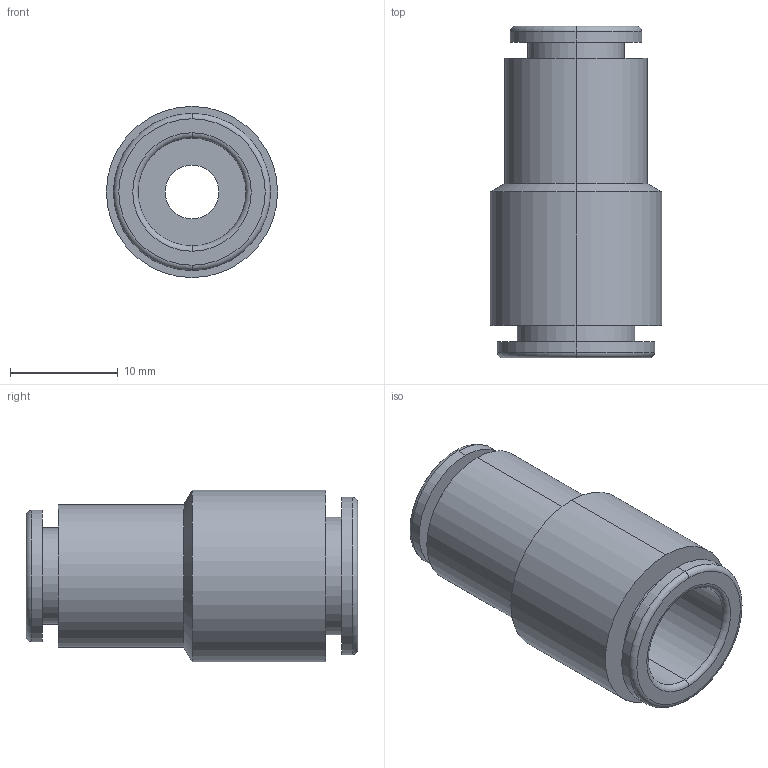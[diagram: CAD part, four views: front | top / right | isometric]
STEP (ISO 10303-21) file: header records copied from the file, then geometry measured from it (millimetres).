
FILE_DESCRIPTION (( 'STEP AP214' ), '1' );
FILE_NAME ('KQ2H08-10A.step.step', '2016-01-12T17:20:39', ( 'Windows User' ), ( '' ), 'SwSTEP 2.0', 'SolidWorks 2016', '' );
FILE_SCHEMA (( 'AUTOMOTIVE_DESIGN' ));
Length unit declared in the file: millimetre
Products named in the file (2): KQ2H08-10A.step; KQ2H08-10A.step_KQ2H-metric_KQ2H08-10A
Assembly tree (1 placements, depth 2):
  KQ2H08-10A.step
    KQ2H08-10A.step_KQ2H-metric_KQ2H08-10A
Bounding box: 15.9 x 30.8 x 15.9 mm (x, y, z)
Volume: 2878.2 mm3; surface area: 2775.7 mm2
Topology: 1 solids, 1 shells, 36 faces, 72 edges, 44 vertices
Faces by surface type: cylinder 18, torus 8, plane 8, cone 2
Entity records: 1022 total; most frequent: DIRECTION 204, CARTESIAN_POINT 156, ORIENTED_EDGE 144, AXIS2_PLACEMENT_3D 92, EDGE_CURVE 72, CIRCLE 52, VERTEX_POINT 44, EDGE_LOOP 44
